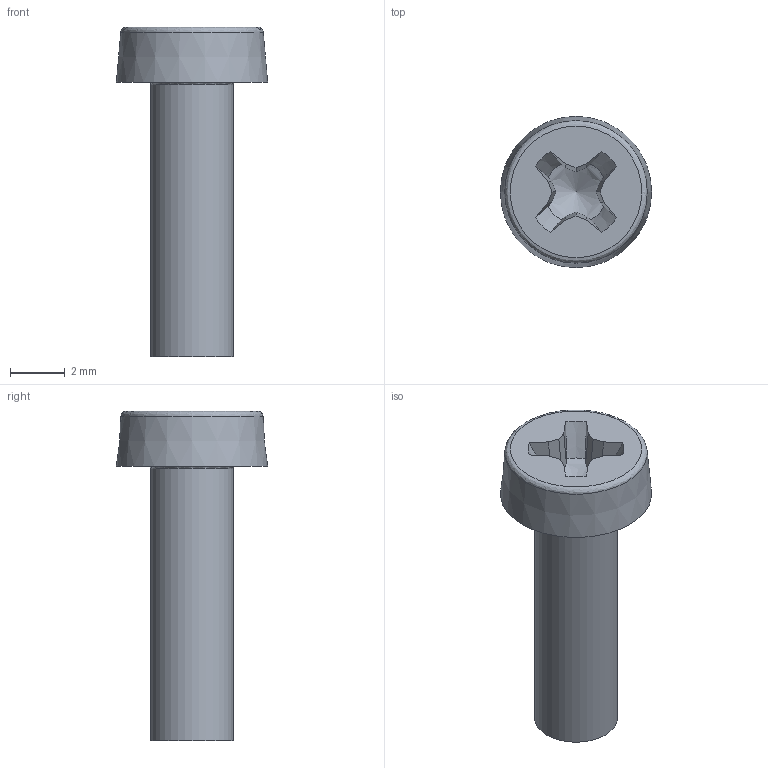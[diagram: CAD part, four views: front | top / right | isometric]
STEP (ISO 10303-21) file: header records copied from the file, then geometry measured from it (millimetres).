
FILE_DESCRIPTION(('FreeCAD Model'),'2;1');
FILE_NAME('screw1.step','2020-06-25T13:47:23',('Author'),(''), 'Open CASCADE STEP processor 7.3','FreeCAD','Unknown');
FILE_SCHEMA(('AUTOMOTIVE_DESIGN { 1 0 10303 214 1 1 1 1 }'));
Length unit declared in the file: millimetre
Products named in the file (1): M3x10-Screw
Bounding box: 5.5 x 5.5 x 12 mm (x, y, z)
Volume: 109.2 mm3; surface area: 181.7 mm2
Topology: 1 solids, 1 shells, 28 faces, 72 edges, 47 vertices
Faces by surface type: plane 19, cone 6, revolution 2, cylinder 1
Full cylindrical faces by diameter (mm): 3 x1
Entity records: 1919 total; most frequent: CARTESIAN_POINT 587, DIRECTION 229, ORIENTED_EDGE 142, PCURVE 142, DEFINITIONAL_REPRESENTATION 142, LINE 85, VECTOR 85, EDGE_CURVE 71
